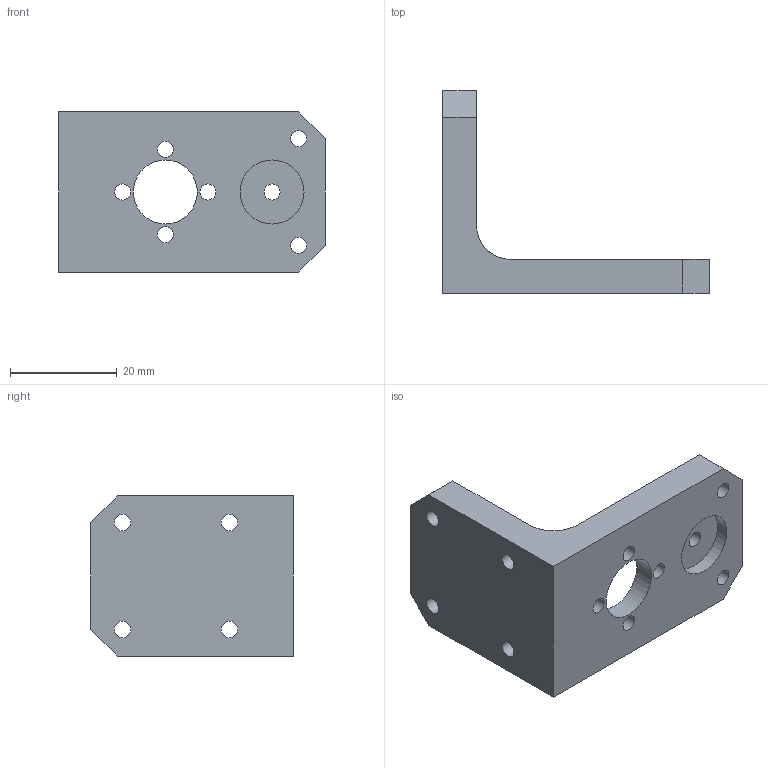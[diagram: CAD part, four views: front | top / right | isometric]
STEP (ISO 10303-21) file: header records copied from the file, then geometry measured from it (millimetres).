
FILE_DESCRIPTION(/* description */ (''),/* implementation_level */ '2;1');
FILE_NAME(/* name */ 'Z-Axis L-Bracket.step',/* time_stamp */ '2021-01-17T11:54:22-06:00',/* author */ (''),/* organization */ (''),/* preprocessor_version */ 'ST-DEVELOPER v18.1',/* originating_system */ 'Autodesk Translation Framework v9.7.1.1290',/* authorisation */ '');
FILE_SCHEMA (('AUTOMOTIVE_DESIGN { 1 0 10303 214 3 1 1 }'));
Length unit declared in the file: inch
Products named in the file (1): 90 Plate to Lead Screw Mount
Bounding box: 50 x 38 x 30 mm (x, y, z)
Volume: 13172.2 mm3; surface area: 6758.8 mm2
Topology: 1 solids, 1 shells, 37 faces, 96 edges, 64 vertices
Faces by surface type: cylinder 19, plane 18
Full cylindrical faces by diameter (mm): 3 x7, 3.1 x4, 6.35 x4, 12 x2, 22.225 x1
Entity records: 1283 total; most frequent: CARTESIAN_POINT 259, DIRECTION 206, ORIENTED_EDGE 192, EDGE_CURVE 96, AXIS2_PLACEMENT_3D 77, EDGE_LOOP 64, VERTEX_POINT 64, LINE 52
